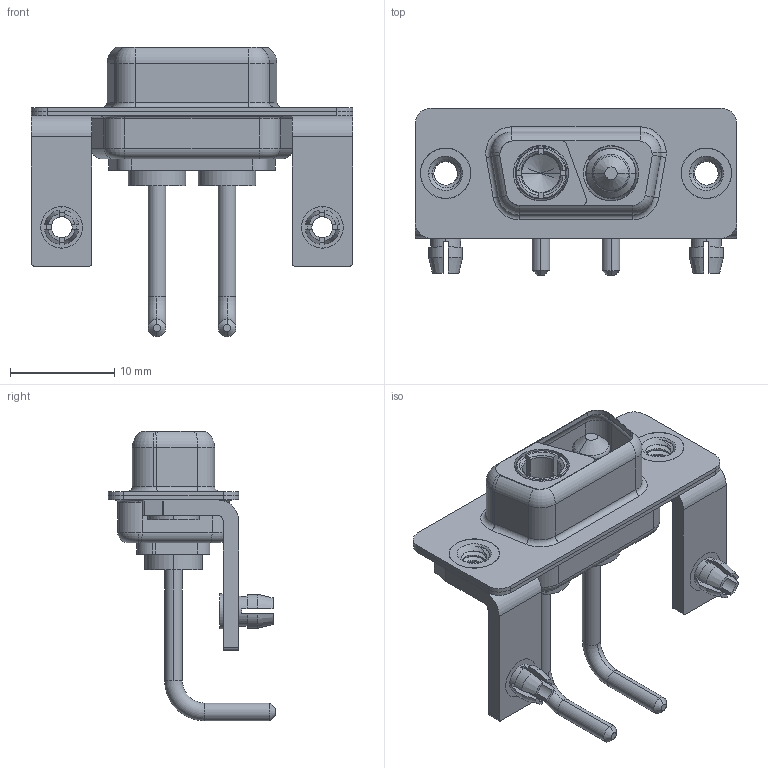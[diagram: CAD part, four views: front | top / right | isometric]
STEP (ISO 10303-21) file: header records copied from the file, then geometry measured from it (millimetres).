
FILE_DESCRIPTION (( 'STEP AP203' ), '1' );
FILE_NAME ('630-2WK2650-1N3.STEP', '2022-05-27T03:59:07', ( '' ), ( '' ), 'SwSTEP 2.0', 'SolidWorks 2020', '' );
FILE_SCHEMA (( 'CONFIG_CONTROL_DESIGN' ));
Length unit declared in the file: millimetre
Products named in the file (9): 630-2WK2650-1N3; Power Socket_Ext 10A RA; Power Pin_Ext 10A RA; 630Combo Stabilizer Bracket; 630Combo Threaded Rivet_3; 630Combo Housing_2WK2; 630Combo Shell Front_09 Contacts; 630Combo Shell Rear_09 Contacts; 630Combo Board Lock
Assembly tree (11 placements, depth 2):
  630-2WK2650-1N3
    630Combo Housing_2WK2
    630Combo Shell Front_09 Contacts
    630Combo Shell Rear_09 Contacts
    630Combo Threaded Rivet_3  x2
    630Combo Stabilizer Bracket  x2
    630Combo Board Lock  x2
    Power Socket_Ext 10A RA
    Power Pin_Ext 10A RA
Bounding box: 30.8 x 16.05 x 27.78 mm (x, y, z)
Volume: 1917.6 mm3; surface area: 4873.2 mm2
Topology: 13 solids, 13 shells, 533 faces, 1336 edges, 848 vertices
Faces by surface type: cylinder 234, plane 174, torus 67, cone 50, bspline 8
Entity records: 15670 total; most frequent: CARTESIAN_POINT 4107, DIRECTION 2343, ORIENTED_EDGE 2148, EDGE_CURVE 1074, AXIS2_PLACEMENT_3D 945, VERTEX_POINT 681, CIRCLE 502, EDGE_LOOP 479
